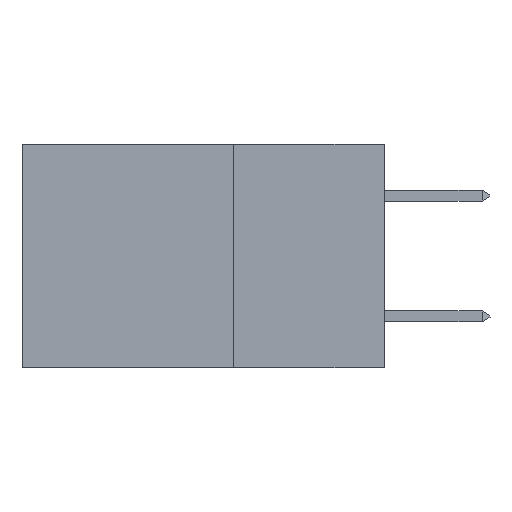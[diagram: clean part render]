
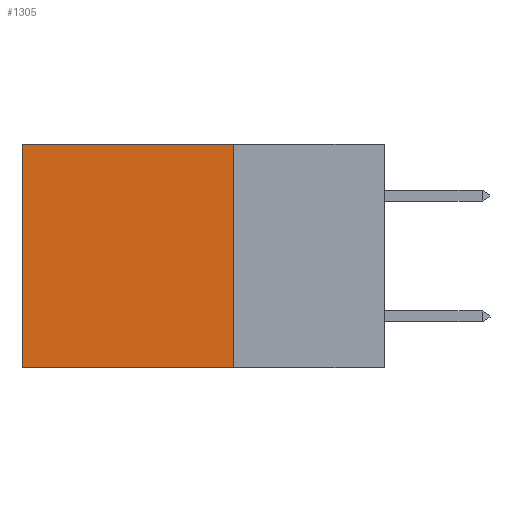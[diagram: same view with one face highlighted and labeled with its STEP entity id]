
A CAD part, left-side view. The second image highlights one B-rep face of the part: STEP entity #1305.
In plain terms, the highlighted planar face has unit normal (-1, 0, 0).
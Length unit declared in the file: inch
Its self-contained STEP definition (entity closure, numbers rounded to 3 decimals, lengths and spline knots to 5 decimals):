
#23 = LINE ( 'NONE', #17089, #20488 ) ;
#258 = ORIENTED_EDGE ( 'NONE', *, *, #12782, .F. ) ;
#747 = ORIENTED_EDGE ( 'NONE', *, *, #780, .T. ) ;
#780 = EDGE_CURVE ( 'NONE', #11899, #6577, #16086, .T. ) ;
#1305 = ADVANCED_FACE ( 'NONE', ( #10889 ), #9840, .F. ) ;
#2607 = AXIS2_PLACEMENT_3D ( 'NONE', #8816, #8750, #8723 ) ;
#6419 = CARTESIAN_POINT ( 'NONE',  ( 0.2875, 0.25, -0.37 ) ) ;
#6577 = VERTEX_POINT ( 'NONE', #7524 ) ;
#6824 = VERTEX_POINT ( 'NONE', #6419 ) ;
#7152 = ORIENTED_EDGE ( 'NONE', *, *, #21869, .F. ) ;
#7503 = CARTESIAN_POINT ( 'NONE',  ( 0.2875, 0.25, -0.37 ) ) ;
#7524 = CARTESIAN_POINT ( 'NONE',  ( 0.2875, 0.6, 0. ) ) ;
#7959 = VERTEX_POINT ( 'NONE', #11527 ) ;
#8723 = DIRECTION ( 'NONE',  ( 0., 0., -1. ) ) ;
#8750 = DIRECTION ( 'NONE',  ( 1., 0., 0. ) ) ;
#8816 = CARTESIAN_POINT ( 'NONE',  ( 0.2875, 0.25, 0. ) ) ;
#9840 = PLANE ( 'NONE',  #2607 ) ;
#10889 = FACE_OUTER_BOUND ( 'NONE', #14290, .T. ) ;
#11043 = DIRECTION ( 'NONE',  ( 0., 0., -1. ) ) ;
#11484 = VECTOR ( 'NONE', #20087, 39.37008 ) ;
#11527 = CARTESIAN_POINT ( 'NONE',  ( 0.2875, 0.6, -0.37 ) ) ;
#11899 = VERTEX_POINT ( 'NONE', #17340 ) ;
#12782 = EDGE_CURVE ( 'NONE', #11899, #6824, #20039, .T. ) ;
#14290 = EDGE_LOOP ( 'NONE', ( #16457, #7152, #258, #747 ) ) ;
#16086 = LINE ( 'NONE', #20417, #11484 ) ;
#16457 = ORIENTED_EDGE ( 'NONE', *, *, #16847, .T. ) ;
#16847 = EDGE_CURVE ( 'NONE', #6577, #7959, #23, .T. ) ;
#17089 = CARTESIAN_POINT ( 'NONE',  ( 0.2875, 0.6, 0. ) ) ;
#17340 = CARTESIAN_POINT ( 'NONE',  ( 0.2875, 0.25, 0. ) ) ;
#17633 = DIRECTION ( 'NONE',  ( 0., 1., 0. ) ) ;
#19521 = VECTOR ( 'NONE', #11043, 39.37008 ) ;
#20039 = LINE ( 'NONE', #21140, #19521 ) ;
#20087 = DIRECTION ( 'NONE',  ( 0., 1., 0. ) ) ;
#20370 = DIRECTION ( 'NONE',  ( 0., 0., -1. ) ) ;
#20417 = CARTESIAN_POINT ( 'NONE',  ( 0.2875, 0.25, 0. ) ) ;
#20488 = VECTOR ( 'NONE', #20370, 39.37008 ) ;
#20942 = VECTOR ( 'NONE', #17633, 39.37008 ) ;
#21140 = CARTESIAN_POINT ( 'NONE',  ( 0.2875, 0.25, 0. ) ) ;
#21451 = LINE ( 'NONE', #7503, #20942 ) ;
#21869 = EDGE_CURVE ( 'NONE', #6824, #7959, #21451, .T. ) ;
